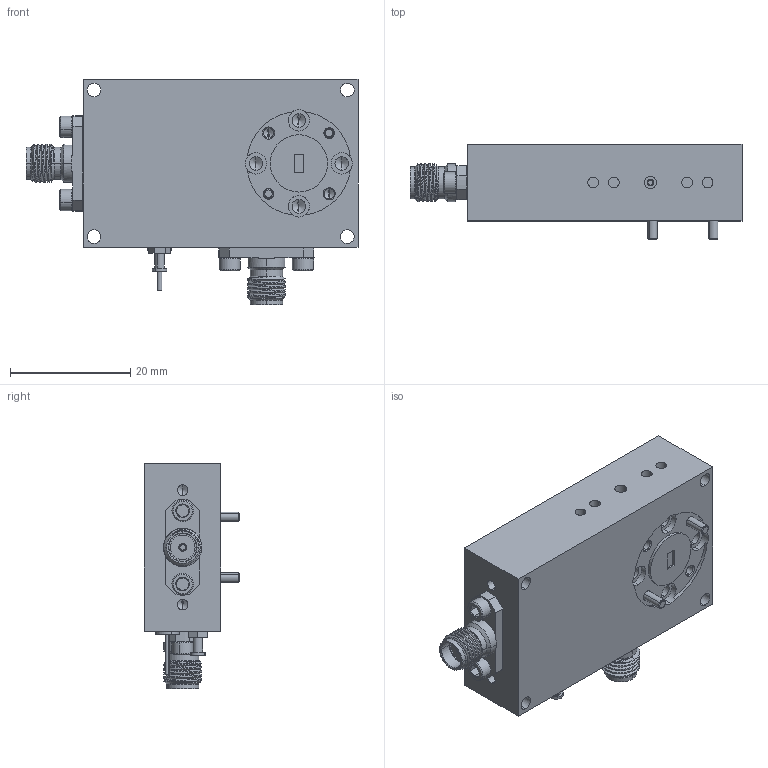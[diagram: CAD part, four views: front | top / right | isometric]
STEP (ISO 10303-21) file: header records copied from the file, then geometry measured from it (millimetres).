
FILE_DESCRIPTION (( 'STEP AP214' ), '1' );
FILE_NAME ('SR-SE-A-4, DF.STEP', '2026-01-15T17:29:15', ( '' ), ( '' ), 'SwSTEP 2.0', 'SolidWorks 2021', '' );
FILE_SCHEMA (( 'AUTOMOTIVE_DESIGN' ));
Length unit declared in the file: inch
Products named in the file (1): SR-SE-A-4, DF
Bounding box: 55.24 x 15.81 x 37.46 mm (x, y, z)
Volume: 16403.4 mm3; surface area: 8993 mm2
Topology: 6 solids, 12 shells, 582 faces, 1407 edges, 872 vertices
Faces by surface type: plane 224, cylinder 218, cone 136, bspline 4
Entity records: 18781 total; most frequent: CARTESIAN_POINT 5231, DIRECTION 2878, ORIENTED_EDGE 2742, EDGE_CURVE 1371, AXIS2_PLACEMENT_3D 1119, VERTEX_POINT 872, EDGE_LOOP 669, LINE 640
